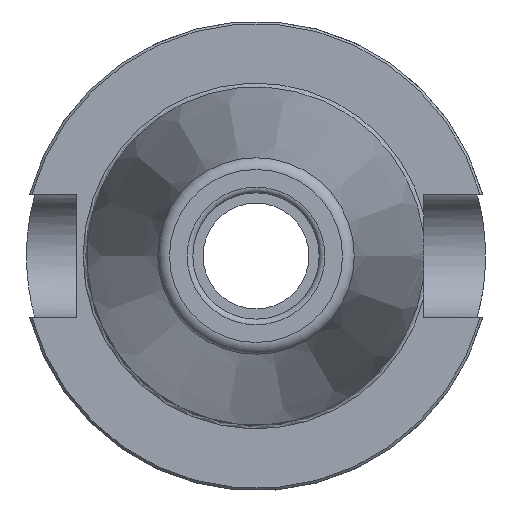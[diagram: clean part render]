
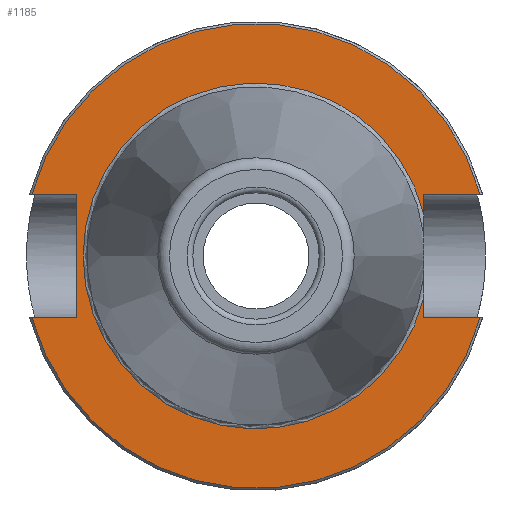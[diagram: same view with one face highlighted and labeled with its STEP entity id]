
A CAD part, left-side view. The second image highlights one B-rep face of the part: STEP entity #1185.
In plain terms, the highlighted planar face has unit normal (-1, 0, 0).
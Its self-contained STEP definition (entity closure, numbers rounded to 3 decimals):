
#109=LINE('',#2012,#162);
#113=LINE('',#2050,#166);
#116=LINE('',#2093,#169);
#122=LINE('',#2196,#175);
#128=LINE('',#2274,#181);
#133=LINE('',#2318,#186);
#135=LINE('',#2321,#188);
#162=VECTOR('',#1453,10.);
#166=VECTOR('',#1459,10.);
#169=VECTOR('',#1462,10.);
#175=VECTOR('',#1492,10.);
#181=VECTOR('',#1534,10.);
#186=VECTOR('',#1541,10.);
#188=VECTOR('',#1545,10.);
#254=FACE_OUTER_BOUND('',#317,.T.);
#317=EDGE_LOOP('',(#967,#968,#969,#970,#971,#972,#973,#974,#975,#976));
#378=CIRCLE('',#1286,48.249);
#383=CIRCLE('',#1298,35.899);
#385=CIRCLE('',#1301,48.249);
#480=VERTEX_POINT('',#2009);
#481=VERTEX_POINT('',#2011);
#488=VERTEX_POINT('',#2047);
#489=VERTEX_POINT('',#2049);
#495=VERTEX_POINT('',#2078);
#509=VERTEX_POINT('',#2192);
#515=VERTEX_POINT('',#2237);
#521=VERTEX_POINT('',#2271);
#522=VERTEX_POINT('',#2273);
#532=VERTEX_POINT('',#2317);
#623=EDGE_CURVE('',#481,#480,#109,.T.);
#632=EDGE_CURVE('',#489,#488,#113,.T.);
#639=EDGE_CURVE('',#480,#495,#116,.T.);
#659=EDGE_CURVE('',#488,#509,#122,.T.);
#670=EDGE_CURVE('',#481,#515,#378,.T.);
#680=EDGE_CURVE('',#522,#521,#128,.T.);
#691=EDGE_CURVE('',#532,#515,#133,.T.);
#693=EDGE_CURVE('',#521,#532,#135,.T.);
#697=EDGE_CURVE('',#495,#489,#383,.T.);
#699=EDGE_CURVE('',#522,#509,#385,.T.);
#967=ORIENTED_EDGE('',*,*,#659,.T.);
#968=ORIENTED_EDGE('',*,*,#699,.F.);
#969=ORIENTED_EDGE('',*,*,#680,.T.);
#970=ORIENTED_EDGE('',*,*,#693,.T.);
#971=ORIENTED_EDGE('',*,*,#691,.T.);
#972=ORIENTED_EDGE('',*,*,#670,.F.);
#973=ORIENTED_EDGE('',*,*,#623,.T.);
#974=ORIENTED_EDGE('',*,*,#639,.T.);
#975=ORIENTED_EDGE('',*,*,#697,.T.);
#976=ORIENTED_EDGE('',*,*,#632,.T.);
#1147=PLANE('',#1300);
#1185=ADVANCED_FACE('',(#254),#1147,.T.);
#1286=AXIS2_PLACEMENT_3D('',#2238,#1518,#1519);
#1298=AXIS2_PLACEMENT_3D('',#2329,#1555,#1556);
#1300=AXIS2_PLACEMENT_3D('',#2331,#1559,#1560);
#1301=AXIS2_PLACEMENT_3D('',#2332,#1561,#1562);
#1453=DIRECTION('',(0.,1.,0.));
#1459=DIRECTION('',(0.,0.,1.));
#1462=DIRECTION('',(0.,0.,1.));
#1492=DIRECTION('',(0.,-1.,0.));
#1518=DIRECTION('center_axis',(1.,0.,0.));
#1519=DIRECTION('ref_axis',(0.,0.,-1.));
#1534=DIRECTION('',(0.,-1.,0.));
#1541=DIRECTION('',(0.,1.,0.));
#1545=DIRECTION('',(0.,0.,-1.));
#1555=DIRECTION('center_axis',(1.,0.,0.));
#1556=DIRECTION('ref_axis',(0.,0.,-1.));
#1559=DIRECTION('center_axis',(-1.,0.,0.));
#1560=DIRECTION('ref_axis',(0.,0.,1.));
#1561=DIRECTION('center_axis',(1.,0.,0.));
#1562=DIRECTION('ref_axis',(0.,0.,-1.));
#2009=CARTESIAN_POINT('',(3.175,-34.812,-12.825));
#2011=CARTESIAN_POINT('',(3.175,-46.514,-12.825));
#2012=CARTESIAN_POINT('',(3.175,-0.25,-12.825));
#2047=CARTESIAN_POINT('',(3.175,-34.812,12.825));
#2049=CARTESIAN_POINT('',(3.175,-34.812,8.77));
#2050=CARTESIAN_POINT('',(3.175,-34.812,0.));
#2078=CARTESIAN_POINT('',(3.175,-34.812,-8.77));
#2093=CARTESIAN_POINT('',(3.175,-34.812,0.));
#2192=CARTESIAN_POINT('',(3.175,-46.514,12.825));
#2196=CARTESIAN_POINT('',(3.175,-0.25,12.825));
#2237=CARTESIAN_POINT('',(3.175,46.514,-12.825));
#2238=CARTESIAN_POINT('Origin',(3.175,0.,0.));
#2271=CARTESIAN_POINT('',(3.175,37.212,12.825));
#2273=CARTESIAN_POINT('',(3.175,46.514,12.825));
#2274=CARTESIAN_POINT('',(3.175,48.499,12.825));
#2317=CARTESIAN_POINT('',(3.175,37.212,-12.825));
#2318=CARTESIAN_POINT('',(3.175,48.499,-12.825));
#2321=CARTESIAN_POINT('',(3.175,37.212,0.));
#2329=CARTESIAN_POINT('Origin',(3.175,0.,0.));
#2331=CARTESIAN_POINT('Origin',(3.175,48.249,0.));
#2332=CARTESIAN_POINT('Origin',(3.175,0.,0.));
